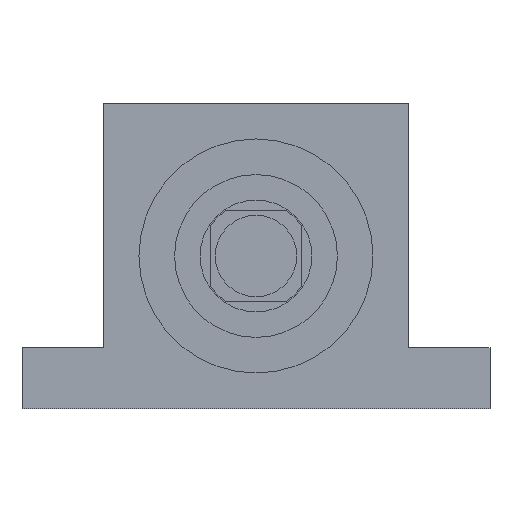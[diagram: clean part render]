
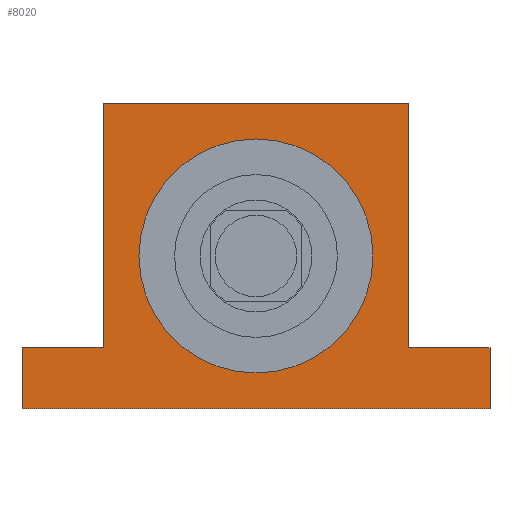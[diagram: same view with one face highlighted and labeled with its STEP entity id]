
A CAD part, front view. The second image highlights one B-rep face of the part: STEP entity #8020.
In plain terms, the highlighted face is planar.
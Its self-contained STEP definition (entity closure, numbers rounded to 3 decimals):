
#451=EDGE_CURVE('',#457,#457,#452,.T.);
#452=CIRCLE('',#453,36.513);
#453=AXIS2_PLACEMENT_3D('',#454,#455,#456);
#454=CARTESIAN_POINT('',(0.,41.275,0.));
#455=DIRECTION('',(0.,1.,0.));
#456=DIRECTION('',(1.,0.,0.));
#457=VERTEX_POINT('',#458);
#458=CARTESIAN_POINT('',(36.513,41.275,0.));
#616=FACE_OUTER_BOUND('',#618,.T.);
#617=FACE_BOUND('',#619,.T.);
#618=EDGE_LOOP('',(#620,#621,#622,#623,#624,#625,#626,#627));
#619=EDGE_LOOP('',(#684));
#620=ORIENTED_EDGE('',*,*,#628,.F.);
#621=ORIENTED_EDGE('',*,*,#637,.F.);
#622=ORIENTED_EDGE('',*,*,#644,.F.);
#623=ORIENTED_EDGE('',*,*,#651,.T.);
#624=ORIENTED_EDGE('',*,*,#658,.T.);
#625=ORIENTED_EDGE('',*,*,#665,.T.);
#626=ORIENTED_EDGE('',*,*,#672,.T.);
#627=ORIENTED_EDGE('',*,*,#679,.T.);
#628=EDGE_CURVE('',#633,#634,#629,.T.);
#629=LINE('',#630,#631);
#630=CARTESIAN_POINT('',(73.025,41.275,-47.625));
#631=VECTOR('',#632,1.);
#632=DIRECTION('',(-1.,0.,0.));
#633=VERTEX_POINT('',#635);
#634=VERTEX_POINT('',#636);
#635=CARTESIAN_POINT('',(73.025,41.275,-47.625));
#636=CARTESIAN_POINT('',(-73.025,41.275,-47.625));
#637=EDGE_CURVE('',#642,#633,#638,.T.);
#638=LINE('',#639,#640);
#639=CARTESIAN_POINT('',(73.025,41.275,-28.575));
#640=VECTOR('',#641,1.);
#641=DIRECTION('',(0.,0.,-1.));
#642=VERTEX_POINT('',#643);
#643=CARTESIAN_POINT('',(73.025,41.275,-28.575));
#644=EDGE_CURVE('',#649,#642,#645,.T.);
#645=LINE('',#646,#647);
#646=CARTESIAN_POINT('',(47.625,41.275,-28.575));
#647=VECTOR('',#648,1.);
#648=DIRECTION('',(1.,0.,0.));
#649=VERTEX_POINT('',#650);
#650=CARTESIAN_POINT('',(47.625,41.275,-28.575));
#651=EDGE_CURVE('',#649,#656,#652,.T.);
#652=LINE('',#653,#654);
#653=CARTESIAN_POINT('',(47.625,41.275,-47.625));
#654=VECTOR('',#655,1.);
#655=DIRECTION('',(0.,0.,1.));
#656=VERTEX_POINT('',#657);
#657=CARTESIAN_POINT('',(47.625,41.275,47.625));
#658=EDGE_CURVE('',#656,#663,#659,.T.);
#659=LINE('',#660,#661);
#660=CARTESIAN_POINT('',(47.625,41.275,47.625));
#661=VECTOR('',#662,1.);
#662=DIRECTION('',(-1.,0.,0.));
#663=VERTEX_POINT('',#664);
#664=CARTESIAN_POINT('',(-47.625,41.275,47.625));
#665=EDGE_CURVE('',#663,#670,#666,.T.);
#666=LINE('',#667,#668);
#667=CARTESIAN_POINT('',(-47.625,41.275,47.625));
#668=VECTOR('',#669,1.);
#669=DIRECTION('',(0.,0.,-1.));
#670=VERTEX_POINT('',#671);
#671=CARTESIAN_POINT('',(-47.625,41.275,-28.575));
#672=EDGE_CURVE('',#670,#677,#673,.T.);
#673=LINE('',#674,#675);
#674=CARTESIAN_POINT('',(-47.625,41.275,-28.575));
#675=VECTOR('',#676,1.);
#676=DIRECTION('',(-1.,0.,0.));
#677=VERTEX_POINT('',#678);
#678=CARTESIAN_POINT('',(-73.025,41.275,-28.575));
#679=EDGE_CURVE('',#677,#634,#680,.T.);
#680=LINE('',#681,#682);
#681=CARTESIAN_POINT('',(-73.025,41.275,-28.575));
#682=VECTOR('',#683,1.);
#683=DIRECTION('',(0.,0.,-1.));
#684=ORIENTED_EDGE('',*,*,#451,.T.);
#693=PLANE('',#694);
#694=AXIS2_PLACEMENT_3D('',#695,#696,#697);
#695=CARTESIAN_POINT('',(47.625,41.275,-47.625));
#696=DIRECTION('',(0.,-1.,0.));
#697=DIRECTION('',(0.,0.,-1.));
#8020=ADVANCED_FACE('',(#616,#617),#693,.T.);
